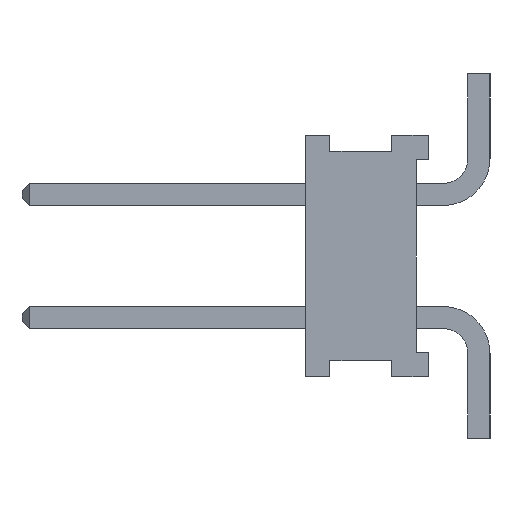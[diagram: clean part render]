
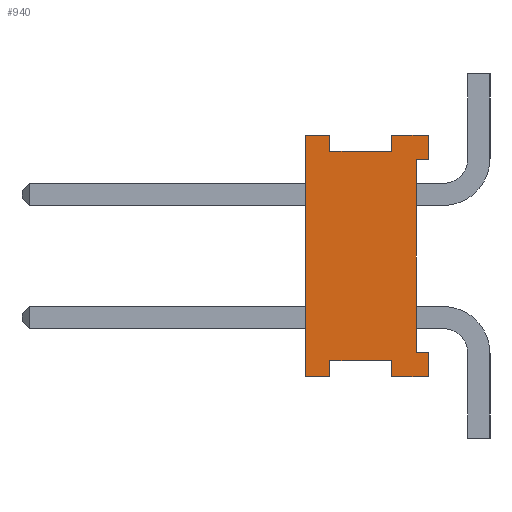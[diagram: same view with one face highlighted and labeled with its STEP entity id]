
A CAD part, left-side view. The second image highlights one B-rep face of the part: STEP entity #940.
In plain terms, the highlighted planar face has unit normal (-1, 0, 0).
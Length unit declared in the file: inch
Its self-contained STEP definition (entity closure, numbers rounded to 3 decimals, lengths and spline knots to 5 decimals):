
#940 = ADVANCED_FACE( '', ( #2111 ), #2112, .F. );
#2111 = FACE_OUTER_BOUND( '', #3521, .T. );
#2112 = PLANE( '', #3522 );
#3521 = EDGE_LOOP( '', ( #6204, #6205, #6206, #6207, #6208, #6209, #6210, #6211, #6212, #6213, #6214, #6215, #6216, #6217, #6218, #6219 ) );
#3522 = AXIS2_PLACEMENT_3D( '', #6220, #6221, #6222 );
#6204 = ORIENTED_EDGE( '', *, *, #8985, .T. );
#6205 = ORIENTED_EDGE( '', *, *, #8301, .F. );
#6206 = ORIENTED_EDGE( '', *, *, #9353, .F. );
#6207 = ORIENTED_EDGE( '', *, *, #9354, .F. );
#6208 = ORIENTED_EDGE( '', *, *, #9355, .T. );
#6209 = ORIENTED_EDGE( '', *, *, #9356, .T. );
#6210 = ORIENTED_EDGE( '', *, *, #9053, .F. );
#6211 = ORIENTED_EDGE( '', *, *, #9357, .F. );
#6212 = ORIENTED_EDGE( '', *, *, #8548, .F. );
#6213 = ORIENTED_EDGE( '', *, *, #8511, .T. );
#6214 = ORIENTED_EDGE( '', *, *, #9358, .F. );
#6215 = ORIENTED_EDGE( '', *, *, #9359, .F. );
#6216 = ORIENTED_EDGE( '', *, *, #8390, .F. );
#6217 = ORIENTED_EDGE( '', *, *, #8891, .F. );
#6218 = ORIENTED_EDGE( '', *, *, #9360, .F. );
#6219 = ORIENTED_EDGE( '', *, *, #9340, .F. );
#6220 = CARTESIAN_POINT( '', ( -0.25, 0.05, -0.098 ) );
#6221 = DIRECTION( '', ( 1., 0., 0. ) );
#6222 = DIRECTION( '', ( 0., 0., -1. ) );
#8301 = EDGE_CURVE( '', #9891, #9892, #9893, .T. );
#8390 = EDGE_CURVE( '', #10052, #10053, #10054, .T. );
#8511 = EDGE_CURVE( '', #10267, #10268, #10269, .T. );
#8548 = EDGE_CURVE( '', #10267, #10330, #10331, .T. );
#8891 = EDGE_CURVE( '', #10887, #10052, #10888, .T. );
#8985 = EDGE_CURVE( '', #11039, #9892, #11040, .T. );
#9053 = EDGE_CURVE( '', #11136, #11137, #11138, .T. );
#9340 = EDGE_CURVE( '', #11039, #11564, #11565, .T. );
#9353 = EDGE_CURVE( '', #11581, #9891, #11582, .T. );
#9354 = EDGE_CURVE( '', #11583, #11581, #11584, .T. );
#9355 = EDGE_CURVE( '', #11583, #11585, #11586, .T. );
#9356 = EDGE_CURVE( '', #11585, #11137, #11587, .T. );
#9357 = EDGE_CURVE( '', #10330, #11136, #11588, .T. );
#9358 = EDGE_CURVE( '', #11589, #10268, #11590, .T. );
#9359 = EDGE_CURVE( '', #10053, #11589, #11591, .T. );
#9360 = EDGE_CURVE( '', #11564, #10887, #11592, .T. );
#9891 = VERTEX_POINT( '', #12221 );
#9892 = VERTEX_POINT( '', #12222 );
#9893 = LINE( '', #12223, #12224 );
#10052 = VERTEX_POINT( '', #12448 );
#10053 = VERTEX_POINT( '', #12449 );
#10054 = LINE( '', #12450, #12451 );
#10267 = VERTEX_POINT( '', #12754 );
#10268 = VERTEX_POINT( '', #12755 );
#10269 = LINE( '', #12756, #12757 );
#10330 = VERTEX_POINT( '', #12846 );
#10331 = LINE( '', #12847, #12848 );
#10887 = VERTEX_POINT( '', #13652 );
#10888 = LINE( '', #13653, #13654 );
#11039 = VERTEX_POINT( '', #13869 );
#11040 = LINE( '', #13870, #13871 );
#11136 = VERTEX_POINT( '', #14016 );
#11137 = VERTEX_POINT( '', #14017 );
#11138 = LINE( '', #14018, #14019 );
#11564 = VERTEX_POINT( '', #14668 );
#11565 = LINE( '', #14669, #14670 );
#11581 = VERTEX_POINT( '', #14694 );
#11582 = LINE( '', #14695, #14696 );
#11583 = VERTEX_POINT( '', #14697 );
#11584 = LINE( '', #14698, #14699 );
#11585 = VERTEX_POINT( '', #14700 );
#11586 = LINE( '', #14701, #14702 );
#11587 = LINE( '', #14703, #14704 );
#11588 = LINE( '', #14705, #14706 );
#11589 = VERTEX_POINT( '', #14707 );
#11590 = LINE( '', #14708, #14709 );
#11591 = LINE( '', #14710, #14711 );
#11592 = LINE( '', #14712, #14713 );
#12221 = CARTESIAN_POINT( '', ( -0.25, 0.03, -0.085 ) );
#12222 = CARTESIAN_POINT( '', ( -0.25, 0.03, -0.098 ) );
#12223 = CARTESIAN_POINT( '', ( -0.25, 0.03, -0.085 ) );
#12224 = VECTOR( '', #15622, 39.37008 );
#12448 = CARTESIAN_POINT( '', ( -0.25, 0.03, 0.085 ) );
#12449 = CARTESIAN_POINT( '', ( -0.25, -0.02, 0.085 ) );
#12450 = CARTESIAN_POINT( '', ( -0.25, 0.03, 0.085 ) );
#12451 = VECTOR( '', #15706, 39.37008 );
#12754 = CARTESIAN_POINT( '', ( -0.25, -0.05, 0.078 ) );
#12755 = CARTESIAN_POINT( '', ( -0.25, -0.05, 0.098 ) );
#12756 = CARTESIAN_POINT( '', ( -0.25, -0.05, -0.098 ) );
#12757 = VECTOR( '', #15827, 39.37008 );
#12846 = CARTESIAN_POINT( '', ( -0.25, -0.04, 0.078 ) );
#12847 = CARTESIAN_POINT( '', ( -0.25, -0.05, 0.078 ) );
#12848 = VECTOR( '', #15856, 39.37008 );
#13652 = CARTESIAN_POINT( '', ( -0.25, 0.03, 0.098 ) );
#13653 = CARTESIAN_POINT( '', ( -0.25, 0.03, 0.098 ) );
#13654 = VECTOR( '', #16162, 39.37008 );
#13869 = CARTESIAN_POINT( '', ( -0.25, 0.05, -0.098 ) );
#13870 = CARTESIAN_POINT( '', ( -0.25, 0.05, -0.098 ) );
#13871 = VECTOR( '', #16254, 39.37008 );
#14016 = CARTESIAN_POINT( '', ( -0.25, -0.04, -0.078 ) );
#14017 = CARTESIAN_POINT( '', ( -0.25, -0.05, -0.078 ) );
#14018 = CARTESIAN_POINT( '', ( -0.25, -0.04, -0.078 ) );
#14019 = VECTOR( '', #16304, 39.37008 );
#14668 = CARTESIAN_POINT( '', ( -0.25, 0.05, 0.098 ) );
#14669 = CARTESIAN_POINT( '', ( -0.25, 0.05, -0.098 ) );
#14670 = VECTOR( '', #16555, 39.37008 );
#14694 = CARTESIAN_POINT( '', ( -0.25, -0.02, -0.085 ) );
#14695 = CARTESIAN_POINT( '', ( -0.25, -0.02, -0.085 ) );
#14696 = VECTOR( '', #16564, 39.37008 );
#14697 = CARTESIAN_POINT( '', ( -0.25, -0.02, -0.098 ) );
#14698 = CARTESIAN_POINT( '', ( -0.25, -0.02, -0.098 ) );
#14699 = VECTOR( '', #16565, 39.37008 );
#14700 = CARTESIAN_POINT( '', ( -0.25, -0.05, -0.098 ) );
#14701 = CARTESIAN_POINT( '', ( -0.25, 0.05, -0.098 ) );
#14702 = VECTOR( '', #16566, 39.37008 );
#14703 = CARTESIAN_POINT( '', ( -0.25, -0.05, -0.098 ) );
#14704 = VECTOR( '', #16567, 39.37008 );
#14705 = CARTESIAN_POINT( '', ( -0.25, -0.04, 0.078 ) );
#14706 = VECTOR( '', #16568, 39.37008 );
#14707 = CARTESIAN_POINT( '', ( -0.25, -0.02, 0.098 ) );
#14708 = CARTESIAN_POINT( '', ( -0.25, 0.05, 0.098 ) );
#14709 = VECTOR( '', #16569, 39.37008 );
#14710 = CARTESIAN_POINT( '', ( -0.25, -0.02, 0.085 ) );
#14711 = VECTOR( '', #16570, 39.37008 );
#14712 = CARTESIAN_POINT( '', ( -0.25, 0.05, 0.098 ) );
#14713 = VECTOR( '', #16571, 39.37008 );
#15622 = DIRECTION( '', ( 0., 0., -1. ) );
#15706 = DIRECTION( '', ( 0., -1., 0. ) );
#15827 = DIRECTION( '', ( 0., 0., 1. ) );
#15856 = DIRECTION( '', ( 0., 1., 0. ) );
#16162 = DIRECTION( '', ( 0., 0., -1. ) );
#16254 = DIRECTION( '', ( 0., -1., 0. ) );
#16304 = DIRECTION( '', ( 0., -1., 0. ) );
#16555 = DIRECTION( '', ( 0., 0., 1. ) );
#16564 = DIRECTION( '', ( 0., 1., 0. ) );
#16565 = DIRECTION( '', ( 0., 0., 1. ) );
#16566 = DIRECTION( '', ( 0., -1., 0. ) );
#16567 = DIRECTION( '', ( 0., 0., 1. ) );
#16568 = DIRECTION( '', ( 0., 0., -1. ) );
#16569 = DIRECTION( '', ( 0., -1., 0. ) );
#16570 = DIRECTION( '', ( 0., 0., 1. ) );
#16571 = DIRECTION( '', ( 0., -1., 0. ) );
